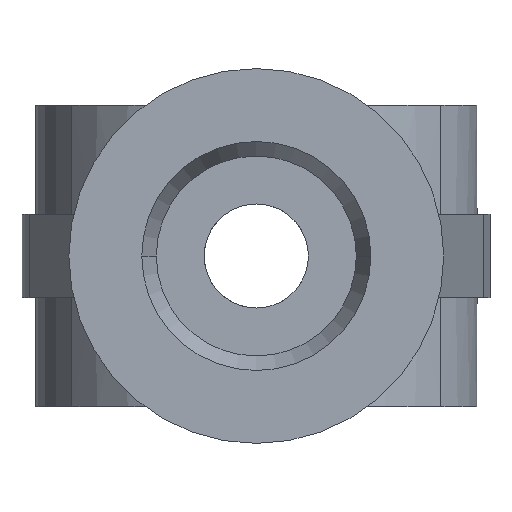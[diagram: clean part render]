
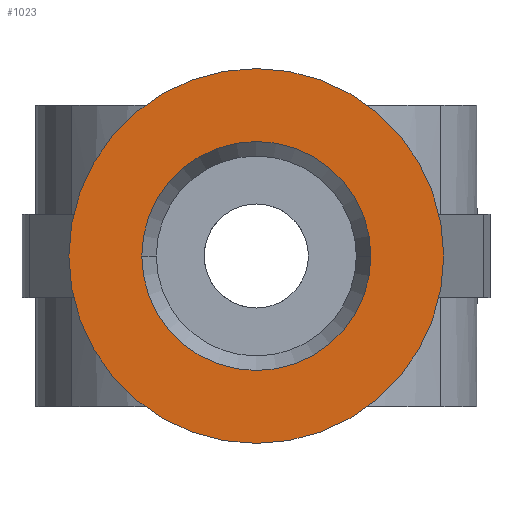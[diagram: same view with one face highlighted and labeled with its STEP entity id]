
A CAD part, front view. The second image highlights one B-rep face of the part: STEP entity #1023.
In plain terms, the highlighted planar face has unit normal (0, -1, 0).
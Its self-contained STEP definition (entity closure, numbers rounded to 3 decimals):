
#87 = CARTESIAN_POINT ( 'NONE',  ( -9., 0., 0. ) ) ;
#122 = CARTESIAN_POINT ( 'NONE',  ( 0., 0., 0. ) ) ;
#172 = VERTEX_POINT ( 'NONE', #1083 ) ;
#203 = CARTESIAN_POINT ( 'NONE',  ( 0., 0., 0. ) ) ;
#216 = DIRECTION ( 'NONE',  ( 1., 0., 0. ) ) ;
#229 = EDGE_CURVE ( 'NONE', #172, #1135, #837, .T. ) ;
#244 = PLANE ( 'NONE',  #434 ) ;
#300 = CIRCLE ( 'NONE', #524, 9. ) ;
#303 = DIRECTION ( 'NONE',  ( 1., 0., 0. ) ) ;
#370 = VERTEX_POINT ( 'NONE', #1004 ) ;
#425 = DIRECTION ( 'NONE',  ( 0., -1., 0. ) ) ;
#434 = AXIS2_PLACEMENT_3D ( 'NONE', #932, #1033, #449 ) ;
#449 = DIRECTION ( 'NONE',  ( 1., 0., 0. ) ) ;
#454 = CARTESIAN_POINT ( 'NONE',  ( 0., 0., 0. ) ) ;
#457 = ORIENTED_EDGE ( 'NONE', *, *, #229, .F. ) ;
#472 = CIRCLE ( 'NONE', #943, 5.5 ) ;
#524 = AXIS2_PLACEMENT_3D ( 'NONE', #203, #884, #303 ) ;
#542 = EDGE_CURVE ( 'NONE', #1135, #172, #472, .T. ) ;
#543 = DIRECTION ( 'NONE',  ( 1., 0., 0. ) ) ;
#569 = EDGE_LOOP ( 'NONE', ( #457, #931 ) ) ;
#613 = CIRCLE ( 'NONE', #635, 9. ) ;
#623 = EDGE_LOOP ( 'NONE', ( #947, #839 ) ) ;
#635 = AXIS2_PLACEMENT_3D ( 'NONE', #1010, #425, #1115 ) ;
#743 = EDGE_CURVE ( 'NONE', #1257, #370, #300, .T. ) ;
#756 = CARTESIAN_POINT ( 'NONE',  ( -5.5, 0., 0. ) ) ;
#784 = FACE_BOUND ( 'NONE', #569, .T. ) ;
#795 = DIRECTION ( 'NONE',  ( 0., -1., 0. ) ) ;
#837 = CIRCLE ( 'NONE', #907, 5.5 ) ;
#839 = ORIENTED_EDGE ( 'NONE', *, *, #743, .T. ) ;
#884 = DIRECTION ( 'NONE',  ( 0., -1., 0. ) ) ;
#907 = AXIS2_PLACEMENT_3D ( 'NONE', #122, #795, #216 ) ;
#929 = EDGE_CURVE ( 'NONE', #370, #1257, #613, .T. ) ;
#931 = ORIENTED_EDGE ( 'NONE', *, *, #542, .F. ) ;
#932 = CARTESIAN_POINT ( 'NONE',  ( 0., 0., 0. ) ) ;
#943 = AXIS2_PLACEMENT_3D ( 'NONE', #454, #1140, #543 ) ;
#947 = ORIENTED_EDGE ( 'NONE', *, *, #929, .T. ) ;
#1004 = CARTESIAN_POINT ( 'NONE',  ( 9., 0., 0. ) ) ;
#1010 = CARTESIAN_POINT ( 'NONE',  ( 0., 0., 0. ) ) ;
#1023 = ADVANCED_FACE ( 'NONE', ( #784, #1045 ), #244, .T. ) ;
#1033 = DIRECTION ( 'NONE',  ( 0., -1., 0. ) ) ;
#1045 = FACE_OUTER_BOUND ( 'NONE', #623, .T. ) ;
#1083 = CARTESIAN_POINT ( 'NONE',  ( 5.5, 0., 0. ) ) ;
#1115 = DIRECTION ( 'NONE',  ( 1., 0., 0. ) ) ;
#1135 = VERTEX_POINT ( 'NONE', #756 ) ;
#1140 = DIRECTION ( 'NONE',  ( 0., -1., 0. ) ) ;
#1257 = VERTEX_POINT ( 'NONE', #87 ) ;
